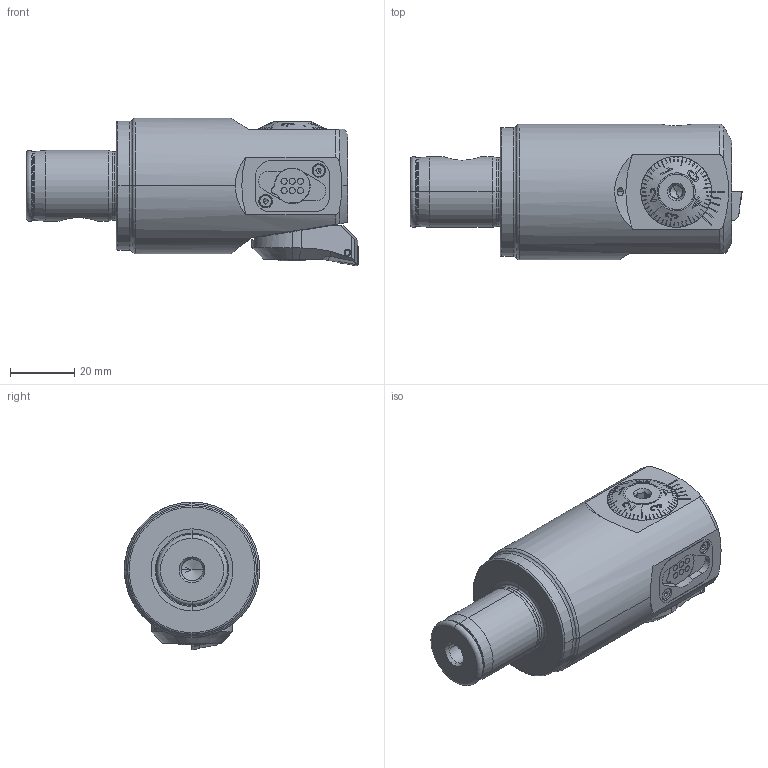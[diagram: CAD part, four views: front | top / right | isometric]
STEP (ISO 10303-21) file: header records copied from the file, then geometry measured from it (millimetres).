
FILE_DESCRIPTION (( 'STEP AP214' ), '1' );
FILE_NAME ('C05.040.051.075.STEP', '2017-04-18T08:22:25', ( 'SWIAdmin' ), ( 'Hewlett-Packard Company' ), 'SwSTEP 2.0', 'SolidWorks 2015', '' );
FILE_SCHEMA (( 'AUTOMOTIVE_DESIGN' ));
Length unit declared in the file: millimetre
Products named in the file (26): ISO 4026 - M8 x 6; Klebstoff D8; A42-BG3.011.030_A; F42-BG1.DA2.022_Standard min; Fxx-MAB.xxx.xxx_A_F42; DIN 3771 - 19x1.5; A42-BG1.012.006_B; F42-BG2.014.014_A; A42-BG2.013.005_B; A42-BG2.012.005_A; A42-BG2.011.014_C; F42-BG1.DA1.022_B; Fxx-BG7.DA2.0xx_F42; F42-WCA.001.009; DIN 3771 - 13x1; WCA-ER2.001.006_A; ISO 4762 - M2 x 6; CCMT060204; PEF-DA1.010.032_A; F42-WCA.001.009_C_fertigbearbeitet; PEF-DA1.011.017_A; WH4-F42.DA1.075_A; Fxx-BG7.DA1.0xx_A_F42; WCA-ER2.001.007_A; C05.040.051.075; F42-ER1.101.020_A
Assembly tree (26 placements, depth 3):
  C05.040.051.075
    WH4-F42.DA1.075_A
    F42-WCA.001.009
      F42-WCA.001.009_C_fertigbearbeitet
      CCMT060204
      WCA-ER2.001.006_A
    F42-BG1.DA2.022_Standard min
      F42-BG1.DA1.022_B
      A42-BG2.011.014_C
      A42-BG2.012.005_A
      A42-BG2.013.005_B
      F42-BG2.014.014_A
      A42-BG1.012.006_B
      DIN 3771 - 19x1.5
      Fxx-MAB.xxx.xxx_A_F42
    A42-BG3.011.030_A
    Klebstoff D8
    ISO 4026 - M8 x 6
    F42-ER1.101.020_A
    WCA-ER2.001.007_A
    Fxx-BG7.DA2.0xx_F42
      Fxx-BG7.DA1.0xx_A_F42
      PEF-DA1.011.017_A
      PEF-DA1.010.032_A
      ISO 4762 - M2 x 6  x2
      DIN 3771 - 13x1
Bounding box: 103 x 42 x 45.8 mm (x, y, z)
Volume: 100371.6 mm3; surface area: 33093.2 mm2
Topology: 25 solids, 25 shells, 1038 faces, 2633 edges, 1658 vertices
Faces by surface type: plane 436, cylinder 251, cone 212, torus 88, bspline 47, sphere 4
Entity records: 39166 total; most frequent: CARTESIAN_POINT 10338, ORIENTED_EDGE 5114, DIRECTION 4710, EDGE_CURVE 2557, AXIS2_PLACEMENT_3D 1829, VERTEX_POINT 1625, EDGE_LOOP 1086, VECTOR 1052
